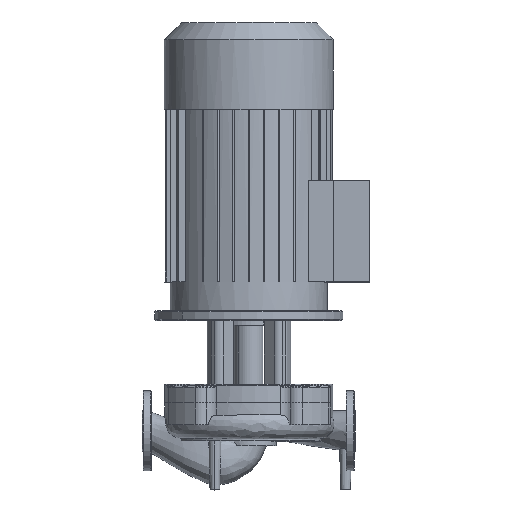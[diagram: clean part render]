
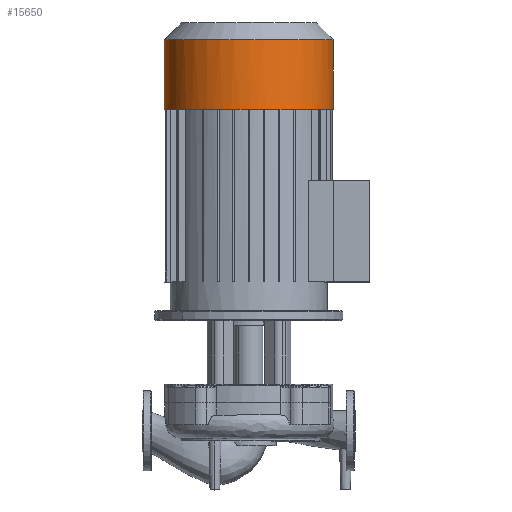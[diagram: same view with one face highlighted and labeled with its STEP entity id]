
A CAD part, top view. The second image highlights one B-rep face of the part: STEP entity #15650.
In plain terms, the highlighted cylindrical face has radius 174.5 mm (diameter 349 mm), a partial arc.
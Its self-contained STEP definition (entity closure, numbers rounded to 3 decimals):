
#11256=CARTESIAN_POINT('',(394.5,664.5,0.0));
#11257=VERTEX_POINT('',#11256);
#11258=CARTESIAN_POINT('',(394.5,808.1,0.0));
#11259=VERTEX_POINT('',#11258);
#11260=CARTESIAN_POINT('',(394.5,664.5,0.0));
#11261=DIRECTION('',(0.0,1.0,0.0));
#11262=VECTOR('',#11261,143.6);
#11263=LINE('',#11260,#11262);
#11264=EDGE_CURVE('',#11257,#11259,#11263,.T.);
#11266=CARTESIAN_POINT('',(45.5,664.5,0.));
#11267=VERTEX_POINT('',#11266);
#11275=CARTESIAN_POINT('',(45.5,808.1,0.));
#11276=VERTEX_POINT('',#11275);
#11277=CARTESIAN_POINT('',(45.5,664.5,0.));
#11278=DIRECTION('',(0.0,1.0,0.0));
#11279=VECTOR('',#11278,143.6);
#11280=LINE('',#11277,#11279);
#11281=EDGE_CURVE('',#11267,#11276,#11280,.T.);
#14199=CARTESIAN_POINT('',(220.0,664.5,0.0));
#14200=DIRECTION('',(0.0,1.0,0.0));
#14201=DIRECTION('',(1.0,0.0,0.0));
#14202=AXIS2_PLACEMENT_3D('',#14199,#14200,#14201);
#14203=CIRCLE('',#14202,174.5);
#14204=EDGE_CURVE('',#11267,#11257,#14203,.T.);
#15629=CARTESIAN_POINT('',(220.0,808.1,0.0));
#15630=DIRECTION('',(0.0,1.0,0.0));
#15631=DIRECTION('',(1.0,0.0,0.0));
#15632=AXIS2_PLACEMENT_3D('',#15629,#15630,#15631);
#15633=CIRCLE('',#15632,174.5);
#15634=EDGE_CURVE('',#11276,#11259,#15633,.T.);
#15639=CARTESIAN_POINT('',(220.0,843.0,0.0));
#15640=DIRECTION('',(0.0,-1.0,0.0));
#15641=DIRECTION('',(1.0,0.0,0.0));
#15642=AXIS2_PLACEMENT_3D('',#15639,#15640,#15641);
#15643=CYLINDRICAL_SURFACE('',#15642,174.5);
#15644=ORIENTED_EDGE('',*,*,#11264,.T.);
#15645=ORIENTED_EDGE('',*,*,#15634,.F.);
#15646=ORIENTED_EDGE('',*,*,#11281,.F.);
#15647=ORIENTED_EDGE('',*,*,#14204,.T.);
#15648=EDGE_LOOP('',(#15644,#15645,#15646,#15647));
#15649=FACE_OUTER_BOUND('',#15648,.T.);
#15650=ADVANCED_FACE('',(#15649),#15643,.T.);
